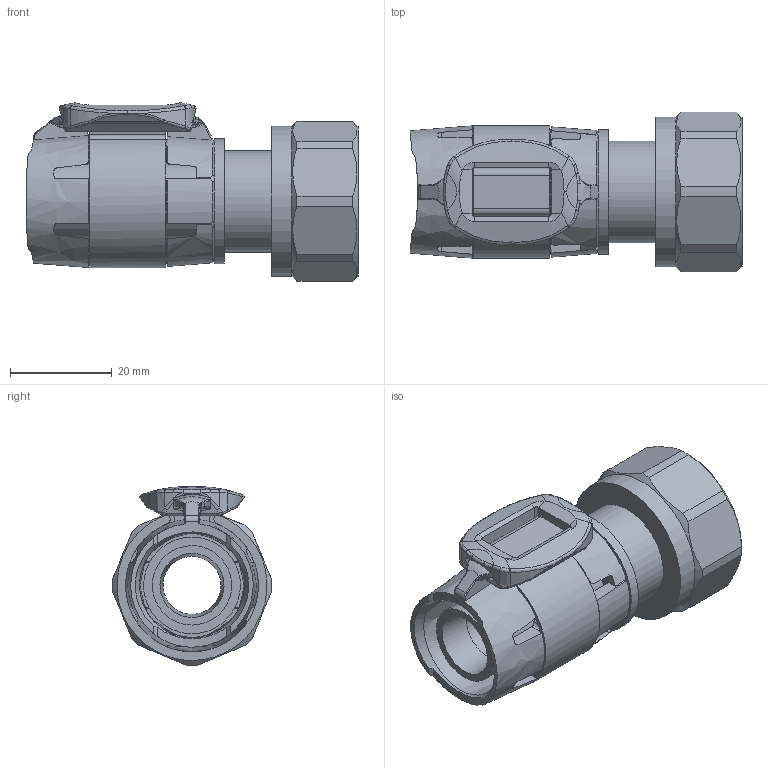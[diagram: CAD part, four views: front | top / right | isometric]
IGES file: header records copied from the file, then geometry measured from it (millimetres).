
Global section: file name: 620641; native system: Autodesk Inventor 2023; preprocessor: unknown; author: JANAN; date: 20250930.154533; units: millimetre
Bounding box: 65.25 x 31.44 x 35.12 mm (x, y, z)
Volume: 18689 mm3; surface area: 18628.5 mm2
Topology: 4 solids, 4 shells, 473 faces, 1288 edges, 826 vertices
Faces by surface type: bspline 473
